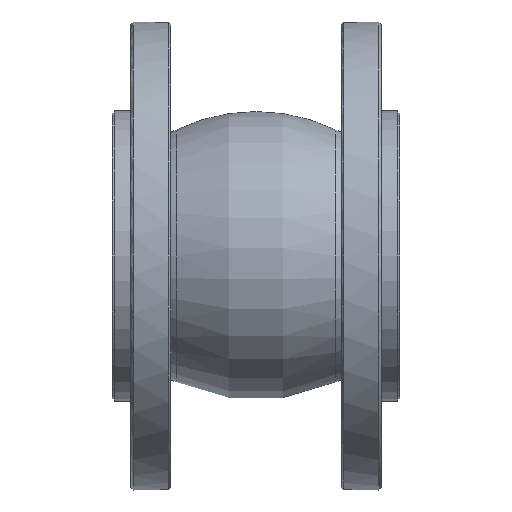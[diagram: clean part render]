
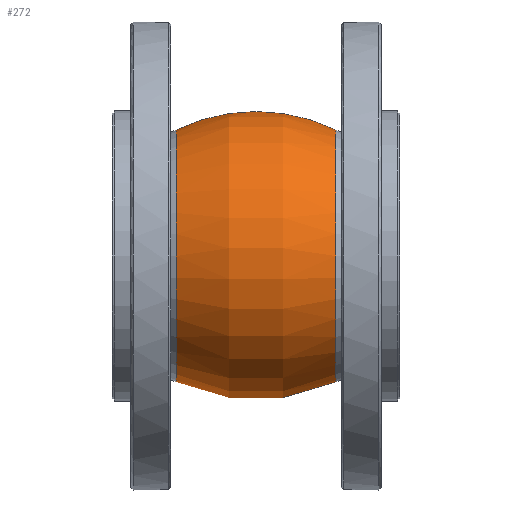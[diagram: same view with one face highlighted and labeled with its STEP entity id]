
A CAD part, front view. The second image highlights one B-rep face of the part: STEP entity #272.
In plain terms, the highlighted toroidal (fillet/blend) face has major radius 16.051 mm and minor radius 77.756 mm.
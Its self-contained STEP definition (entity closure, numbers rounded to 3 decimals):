
#64=CARTESIAN_POINT('',(-34.105,0.,53.826));
#65=VERTEX_POINT('',#64);
#75=CARTESIAN_POINT('',(-34.105,-0.,-53.826));
#76=VERTEX_POINT('',#75);
#77=CARTESIAN_POINT('',(-34.105,0.,0.));
#78=DIRECTION('',(1.,0.,0.));
#79=DIRECTION('',(0.,0.,-1.));
#80=AXIS2_PLACEMENT_3D('',#77,#78,#79);
#81=CIRCLE('',#80,53.826);
#82=EDGE_CURVE('',#76,#65,#81,.T.);
#84=CARTESIAN_POINT('',(-34.105,0.,0.));
#85=DIRECTION('',(1.,0.,0.));
#86=DIRECTION('',(0.,0.,-1.));
#87=AXIS2_PLACEMENT_3D('',#84,#85,#86);
#88=CIRCLE('',#87,53.826);
#89=EDGE_CURVE('',#65,#76,#88,.T.);
#109=CARTESIAN_POINT('',(34.105,-0.,53.826));
#110=VERTEX_POINT('',#109);
#126=CARTESIAN_POINT('',(34.105,0.,0.));
#127=DIRECTION('',(-1.,0.,0.));
#128=DIRECTION('',(0.,0.,1.));
#129=AXIS2_PLACEMENT_3D('',#126,#127,#128);
#130=CIRCLE('',#129,53.826);
#131=EDGE_CURVE('',#110,#110,#130,.T.);
#254=CARTESIAN_POINT('',(-0.,0.,0.));
#255=DIRECTION('',(-1.,0.,0.));
#256=DIRECTION('',(0.,0.,1.));
#257=AXIS2_PLACEMENT_3D('',#254,#255,#256);
#258=DEGENERATE_TOROIDAL_SURFACE('',#257,16.051,77.756,.F.);
#259=CARTESIAN_POINT('',(-0.,0.,-16.051));
#260=DIRECTION('',(-0.,1.,-0.));
#261=DIRECTION('',(0.,0.,1.));
#262=AXIS2_PLACEMENT_3D('',#259,#260,#261);
#263=CIRCLE('',#262,77.756);
#264=EDGE_CURVE('',#65,#110,#263,.T.);
#265=ORIENTED_EDGE('',*,*,#264,.T.);
#266=ORIENTED_EDGE('',*,*,#131,.T.);
#267=ORIENTED_EDGE('',*,*,#264,.F.);
#268=ORIENTED_EDGE('',*,*,#89,.T.);
#269=ORIENTED_EDGE('',*,*,#82,.T.);
#270=EDGE_LOOP('',(#265,#266,#267,#268,#269));
#271=FACE_BOUND('',#270,.T.);
#272=ADVANCED_FACE('',(#271),#258,.F.);
